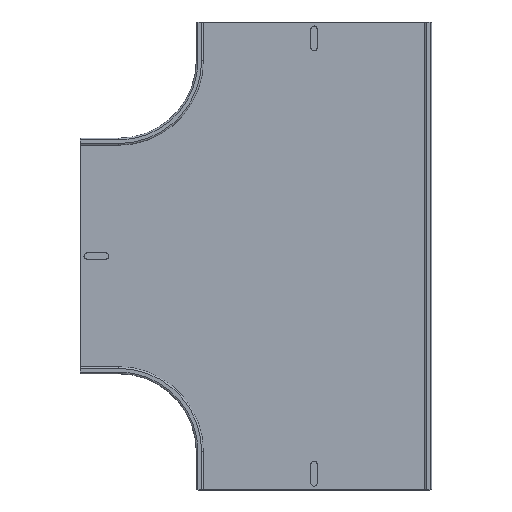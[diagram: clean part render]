
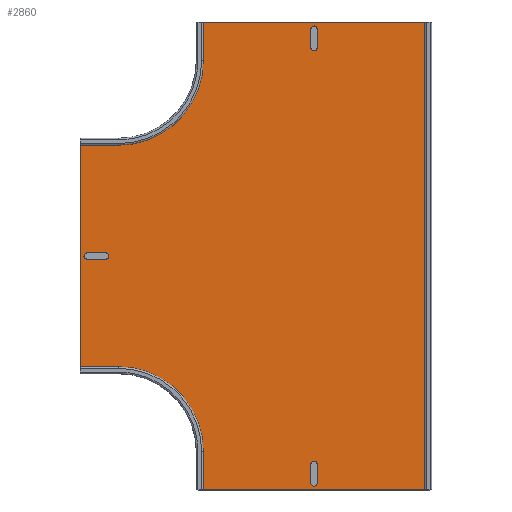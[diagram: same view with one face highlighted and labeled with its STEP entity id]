
A CAD part, top view. The second image highlights one B-rep face of the part: STEP entity #2860.
In plain terms, the highlighted planar face has unit normal (0, 0, 1).
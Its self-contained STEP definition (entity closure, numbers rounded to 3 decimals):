
#282=FACE_OUTER_BOUND('',#444,.T.);
#444=EDGE_LOOP('',(#2543,#2544,#2545,#2546,#2547,#2548,#2549,#2550,#2551,
#2552));
#503=CIRCLE('',#2979,102.6);
#642=CIRCLE('',#3227,102.6);
#695=LINE('',#4409,#929);
#699=LINE('',#4433,#933);
#769=LINE('',#4690,#1003);
#846=LINE('',#4990,#1080);
#849=LINE('',#5013,#1083);
#856=LINE('',#5028,#1090);
#874=LINE('',#5075,#1108);
#875=LINE('',#5077,#1109);
#929=VECTOR('',#3430,1.);
#933=VECTOR('',#3458,1.);
#1003=VECTOR('',#3754,1.);
#1080=VECTOR('',#4079,1.);
#1083=VECTOR('',#4106,1.);
#1090=VECTOR('',#4125,1.);
#1108=VECTOR('',#4177,1.);
#1109=VECTOR('',#4180,1.);
#1202=VERTEX_POINT('',#4406);
#1203=VERTEX_POINT('',#4408);
#1210=VERTEX_POINT('',#4428);
#1211=VERTEX_POINT('',#4432);
#1285=VERTEX_POINT('',#4689);
#1383=VERTEX_POINT('',#4986);
#1384=VERTEX_POINT('',#4988);
#1391=VERTEX_POINT('',#5007);
#1392=VERTEX_POINT('',#5011);
#1406=VERTEX_POINT('',#5073);
#1494=EDGE_CURVE('',#1202,#1203,#695,.T.);
#1505=EDGE_CURVE('',#1210,#1203,#503,.T.);
#1506=EDGE_CURVE('',#1210,#1211,#699,.T.);
#1635=EDGE_CURVE('',#1202,#1285,#769,.T.);
#1785=EDGE_CURVE('',#1383,#1384,#846,.T.);
#1794=EDGE_CURVE('',#1391,#1384,#642,.T.);
#1796=EDGE_CURVE('',#1391,#1392,#849,.T.);
#1804=EDGE_CURVE('',#1392,#1211,#856,.T.);
#1828=EDGE_CURVE('',#1406,#1285,#874,.T.);
#1829=EDGE_CURVE('',#1406,#1383,#875,.T.);
#2543=ORIENTED_EDGE('',*,*,#1828,.F.);
#2544=ORIENTED_EDGE('',*,*,#1829,.T.);
#2545=ORIENTED_EDGE('',*,*,#1785,.T.);
#2546=ORIENTED_EDGE('',*,*,#1794,.F.);
#2547=ORIENTED_EDGE('',*,*,#1796,.T.);
#2548=ORIENTED_EDGE('',*,*,#1804,.T.);
#2549=ORIENTED_EDGE('',*,*,#1506,.F.);
#2550=ORIENTED_EDGE('',*,*,#1505,.T.);
#2551=ORIENTED_EDGE('',*,*,#1494,.F.);
#2552=ORIENTED_EDGE('',*,*,#1635,.T.);
#2704=PLANE('',#3253);
#2860=ADVANCED_FACE('',(#282),#2704,.T.);
#2979=AXIS2_PLACEMENT_3D('',#4430,#3454,#3455);
#3227=AXIS2_PLACEMENT_3D('',#5009,#4100,#4101);
#3253=AXIS2_PLACEMENT_3D('',#5076,#4178,#4179);
#3430=DIRECTION('',(0.,1.,0.));
#3454=DIRECTION('center_axis',(0.,0.,-1.));
#3455=DIRECTION('ref_axis',(0.,1.,0.));
#3458=DIRECTION('',(-1.,0.,0.));
#3754=DIRECTION('',(1.,0.,0.));
#4079=DIRECTION('',(0.,-1.,0.));
#4100=DIRECTION('center_axis',(0.,0.,1.));
#4101=DIRECTION('ref_axis',(0.,-1.,0.));
#4106=DIRECTION('',(-1.,0.,0.));
#4125=DIRECTION('',(0.,-1.,0.));
#4177=DIRECTION('',(0.,-1.,0.));
#4178=DIRECTION('center_axis',(0.,0.,1.));
#4179=DIRECTION('ref_axis',(0.,1.,0.));
#4180=DIRECTION('',(-1.,0.,0.));
#4406=CARTESIAN_POINT('',(159.158,-147.707,1.1));
#4408=CARTESIAN_POINT('',(159.158,-98.407,1.1));
#4409=CARTESIAN_POINT('',(159.158,-147.707,1.1));
#4428=CARTESIAN_POINT('',(56.558,4.193,1.1));
#4430=CARTESIAN_POINT('Origin',(56.558,-98.407,1.1));
#4432=CARTESIAN_POINT('',(7.258,4.193,1.1));
#4433=CARTESIAN_POINT('',(56.558,4.193,1.1));
#4689=CARTESIAN_POINT('',(456.358,-147.707,1.1));
#4690=CARTESIAN_POINT('',(296.258,-147.707,1.1));
#4986=CARTESIAN_POINT('',(159.158,453.293,1.1));
#4988=CARTESIAN_POINT('',(159.158,403.993,1.1));
#4990=CARTESIAN_POINT('',(159.158,453.293,1.1));
#5007=CARTESIAN_POINT('',(56.558,301.393,1.1));
#5009=CARTESIAN_POINT('Origin',(56.558,403.993,1.1));
#5011=CARTESIAN_POINT('',(7.258,301.393,1.1));
#5013=CARTESIAN_POINT('',(56.558,301.393,1.1));
#5028=CARTESIAN_POINT('',(7.258,202.793,1.1));
#5073=CARTESIAN_POINT('',(456.358,453.293,1.1));
#5075=CARTESIAN_POINT('',(456.358,202.793,1.1));
#5076=CARTESIAN_POINT('Origin',(206.558,177.193,1.1));
#5077=CARTESIAN_POINT('',(382.758,453.293,1.1));
